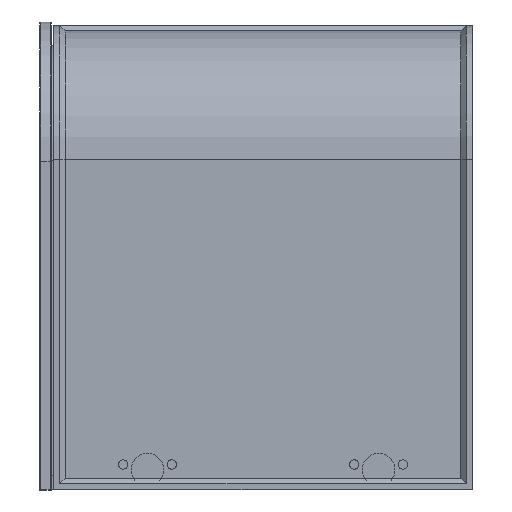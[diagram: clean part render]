
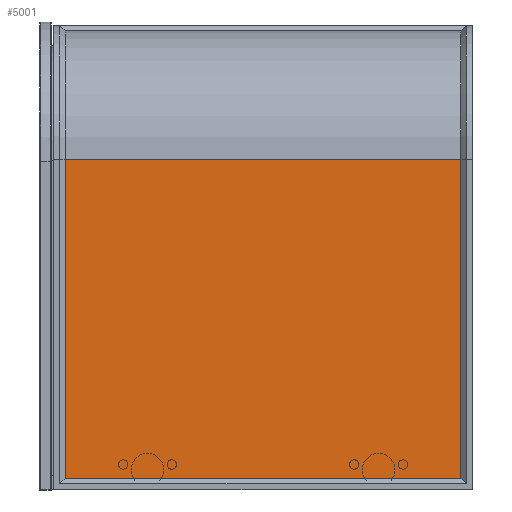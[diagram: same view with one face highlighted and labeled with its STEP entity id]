
A CAD part, left-side view. The second image highlights one B-rep face of the part: STEP entity #5001.
In plain terms, the highlighted planar face has unit normal (-1, 0, 0).
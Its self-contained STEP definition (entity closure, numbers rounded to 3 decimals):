
#571 = VERTEX_POINT ( 'NONE', #5359 ) ;
#1128 = VECTOR ( 'NONE', #8983, 1000. ) ;
#1701 = CARTESIAN_POINT ( 'NONE',  ( -77.5, 12., 105. ) ) ;
#2485 = ORIENTED_EDGE ( 'NONE', *, *, #9354, .T. ) ;
#3053 = VERTEX_POINT ( 'NONE', #6616 ) ;
#3519 = FACE_OUTER_BOUND ( 'NONE', #4524, .T. ) ;
#3686 = VECTOR ( 'NONE', #5170, 1000. ) ;
#3706 = CARTESIAN_POINT ( 'NONE',  ( -77.5, 961.831, 105. ) ) ;
#4050 = AXIS2_PLACEMENT_3D ( 'NONE', #5113, #9864, #8865 ) ;
#4524 = EDGE_LOOP ( 'NONE', ( #8641, #7158, #7275, #2485 ) ) ;
#4555 = CARTESIAN_POINT ( 'NONE',  ( -77.5, 12., 105. ) ) ;
#5001 = ADVANCED_FACE ( 'NONE', ( #3519 ), #6967, .T. ) ;
#5113 = CARTESIAN_POINT ( 'NONE',  ( -77.5, 961.831, -241.5 ) ) ;
#5170 = DIRECTION ( 'NONE',  ( 0., 0., -1. ) ) ;
#5359 = CARTESIAN_POINT ( 'NONE',  ( -77.5, 435., 105. ) ) ;
#6099 = LINE ( 'NONE', #8737, #3686 ) ;
#6616 = CARTESIAN_POINT ( 'NONE',  ( -77.5, 435., -236. ) ) ;
#6967 = PLANE ( 'NONE',  #4050 ) ;
#7091 = VERTEX_POINT ( 'NONE', #9339 ) ;
#7158 = ORIENTED_EDGE ( 'NONE', *, *, #10549, .T. ) ;
#7275 = ORIENTED_EDGE ( 'NONE', *, *, #10197, .F. ) ;
#7358 = CARTESIAN_POINT ( 'NONE',  ( -77.5, 6.5, -236. ) ) ;
#7874 = VECTOR ( 'NONE', #9878, 1000. ) ;
#8172 = VECTOR ( 'NONE', #10003, 1000. ) ;
#8462 = VERTEX_POINT ( 'NONE', #1701 ) ;
#8641 = ORIENTED_EDGE ( 'NONE', *, *, #8842, .T. ) ;
#8737 = CARTESIAN_POINT ( 'NONE',  ( -77.5, 435., -241.5 ) ) ;
#8842 = EDGE_CURVE ( 'NONE', #3053, #7091, #9118, .T. ) ;
#8865 = DIRECTION ( 'NONE',  ( 0., 0., 1. ) ) ;
#8983 = DIRECTION ( 'NONE',  ( 0., 0., 1. ) ) ;
#9118 = LINE ( 'NONE', #7358, #8172 ) ;
#9339 = CARTESIAN_POINT ( 'NONE',  ( -77.5, 12., -236. ) ) ;
#9354 = EDGE_CURVE ( 'NONE', #571, #3053, #6099, .T. ) ;
#9864 = DIRECTION ( 'NONE',  ( -1., 0., 0. ) ) ;
#9878 = DIRECTION ( 'NONE',  ( 0., -1., 0. ) ) ;
#9990 = LINE ( 'NONE', #3706, #7874 ) ;
#10003 = DIRECTION ( 'NONE',  ( 0., -1., 0. ) ) ;
#10197 = EDGE_CURVE ( 'NONE', #571, #8462, #9990, .T. ) ;
#10549 = EDGE_CURVE ( 'NONE', #7091, #8462, #10690, .T. ) ;
#10690 = LINE ( 'NONE', #4555, #1128 ) ;
